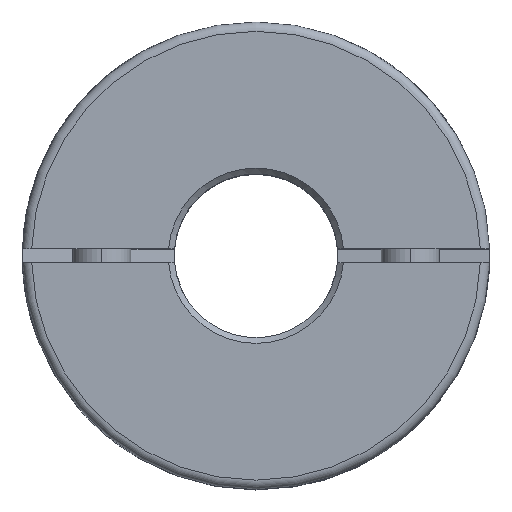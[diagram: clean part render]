
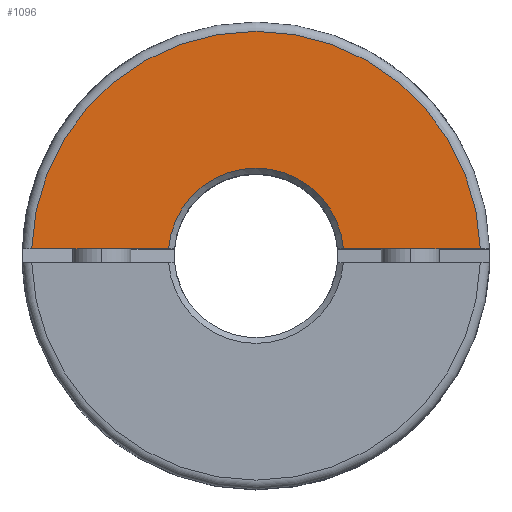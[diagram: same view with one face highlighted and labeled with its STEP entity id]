
A CAD part, top view. The second image highlights one B-rep face of the part: STEP entity #1096.
In plain terms, the highlighted planar face has unit normal (0, 0, 1).
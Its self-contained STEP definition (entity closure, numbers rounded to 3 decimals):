
#151 = EDGE_CURVE ( 'NONE', #2153, #1529, #284, .T. ) ;
#164 = VECTOR ( 'NONE', #2687, 1000. ) ;
#284 = CIRCLE ( 'NONE', #7020, 7.5 ) ;
#1096 = ADVANCED_FACE ( 'NONE', ( #5777 ), #4659, .T. ) ;
#1383 = CARTESIAN_POINT ( 'NONE',  ( 7.476, 0.6, 19.5 ) ) ;
#1529 = VERTEX_POINT ( 'NONE', #1383 ) ;
#1588 = LINE ( 'NONE', #3393, #164 ) ;
#1993 = DIRECTION ( 'NONE',  ( 0., 0., -1. ) ) ;
#2117 = DIRECTION ( 'NONE',  ( 1., 0., 0. ) ) ;
#2153 = VERTEX_POINT ( 'NONE', #5224 ) ;
#2687 = DIRECTION ( 'NONE',  ( -1., 0., 0. ) ) ;
#2742 = CARTESIAN_POINT ( 'NONE',  ( 0., 0., 19.5 ) ) ;
#2778 = CARTESIAN_POINT ( 'NONE',  ( -19.191, 0.6, 19.5 ) ) ;
#3013 = DIRECTION ( 'NONE',  ( -1., 0., 0. ) ) ;
#3393 = CARTESIAN_POINT ( 'NONE',  ( 0., 0.6, 19.5 ) ) ;
#3770 = EDGE_CURVE ( 'NONE', #2153, #4292, #5420, .T. ) ;
#3845 = CARTESIAN_POINT ( 'NONE',  ( 0., 0., 19.5 ) ) ;
#4086 = AXIS2_PLACEMENT_3D ( 'NONE', #2742, #4469, #2117 ) ;
#4181 = EDGE_CURVE ( 'NONE', #5631, #4292, #4452, .T. ) ;
#4292 = VERTEX_POINT ( 'NONE', #2778 ) ;
#4452 = CIRCLE ( 'NONE', #4086, 19.2 ) ;
#4469 = DIRECTION ( 'NONE',  ( 0., 0., 1. ) ) ;
#4659 = PLANE ( 'NONE',  #5078 ) ;
#4733 = ORIENTED_EDGE ( 'NONE', *, *, #151, .T. ) ;
#5078 = AXIS2_PLACEMENT_3D ( 'NONE', #7022, #5201, #7584 ) ;
#5083 = VECTOR ( 'NONE', #3013, 1000. ) ;
#5201 = DIRECTION ( 'NONE',  ( 0., 0., 1. ) ) ;
#5224 = CARTESIAN_POINT ( 'NONE',  ( -7.476, 0.6, 19.5 ) ) ;
#5420 = LINE ( 'NONE', #7124, #5083 ) ;
#5552 = ORIENTED_EDGE ( 'NONE', *, *, #3770, .F. ) ;
#5631 = VERTEX_POINT ( 'NONE', #6735 ) ;
#5777 = FACE_OUTER_BOUND ( 'NONE', #7419, .T. ) ;
#6286 = ORIENTED_EDGE ( 'NONE', *, *, #6542, .F. ) ;
#6542 = EDGE_CURVE ( 'NONE', #5631, #1529, #1588, .T. ) ;
#6735 = CARTESIAN_POINT ( 'NONE',  ( 19.191, 0.6, 19.5 ) ) ;
#7020 = AXIS2_PLACEMENT_3D ( 'NONE', #3845, #1993, #7252 ) ;
#7022 = CARTESIAN_POINT ( 'NONE',  ( 0., 0., 19.5 ) ) ;
#7124 = CARTESIAN_POINT ( 'NONE',  ( 0., 0.6, 19.5 ) ) ;
#7252 = DIRECTION ( 'NONE',  ( 1., 0., 0. ) ) ;
#7419 = EDGE_LOOP ( 'NONE', ( #6286, #7719, #5552, #4733 ) ) ;
#7584 = DIRECTION ( 'NONE',  ( 1., 0., 0. ) ) ;
#7719 = ORIENTED_EDGE ( 'NONE', *, *, #4181, .T. ) ;
